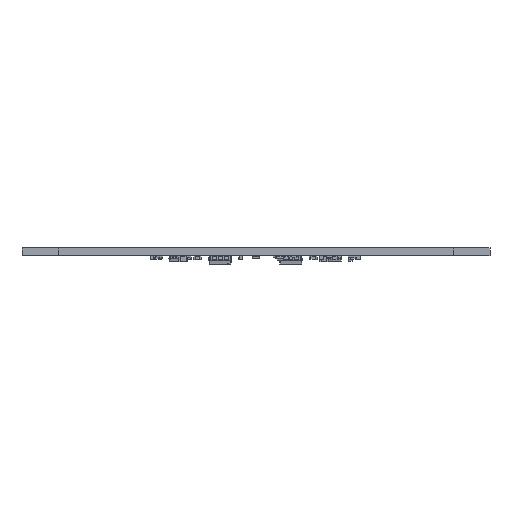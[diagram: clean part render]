
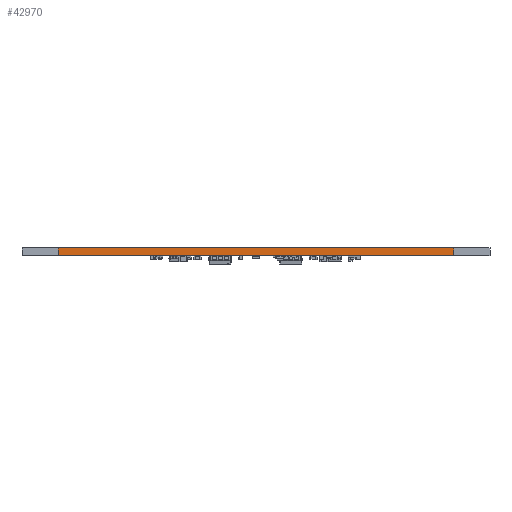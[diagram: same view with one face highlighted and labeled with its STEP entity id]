
A CAD part, left-side view. The second image highlights one B-rep face of the part: STEP entity #42970.
In plain terms, the highlighted planar face has unit normal (-1, 0, 0).
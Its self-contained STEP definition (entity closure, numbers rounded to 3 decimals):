
#41863 = PLANE('',#41864);
#41864 = AXIS2_PLACEMENT_3D('',#41865,#41866,#41867);
#41865 = CARTESIAN_POINT('',(0.,0.,1.6));
#41866 = DIRECTION('',(-0.,-0.,-1.));
#41867 = DIRECTION('',(-1.,0.,0.));
#41917 = PLANE('',#41918);
#41918 = AXIS2_PLACEMENT_3D('',#41919,#41920,#41921);
#41919 = CARTESIAN_POINT('',(0.,0.,0.));
#41920 = DIRECTION('',(-0.,-0.,-1.));
#41921 = DIRECTION('',(-1.,0.,0.));
#42222 = VERTEX_POINT('',#42223);
#42223 = CARTESIAN_POINT('',(-49.,-41.4,0.));
#42237 = PLANE('',#42238);
#42238 = AXIS2_PLACEMENT_3D('',#42239,#42240,#42241);
#42239 = CARTESIAN_POINT('',(-41.4,-41.4,0.));
#42240 = DIRECTION('',(0.,-1.,0.));
#42241 = DIRECTION('',(-1.,0.,0.));
#42249 = EDGE_CURVE('',#42222,#42250,#42252,.T.);
#42250 = VERTEX_POINT('',#42251);
#42251 = CARTESIAN_POINT('',(-49.,41.4,0.));
#42252 = SURFACE_CURVE('',#42253,(#42257,#42264),.PCURVE_S1.);
#42253 = LINE('',#42254,#42255);
#42254 = CARTESIAN_POINT('',(-49.,-41.4,0.));
#42255 = VECTOR('',#42256,1.);
#42256 = DIRECTION('',(0.,1.,0.));
#42257 = PCURVE('',#41917,#42258);
#42258 = DEFINITIONAL_REPRESENTATION('',(#42259),#42263);
#42259 = LINE('',#42260,#42261);
#42260 = CARTESIAN_POINT('',(49.,-41.4));
#42261 = VECTOR('',#42262,1.);
#42262 = DIRECTION('',(0.,1.));
#42263 = ( GEOMETRIC_REPRESENTATION_CONTEXT(2) 
PARAMETRIC_REPRESENTATION_CONTEXT() REPRESENTATION_CONTEXT('2D SPACE',''
  ) );
#42264 = PCURVE('',#42265,#42270);
#42265 = PLANE('',#42266);
#42266 = AXIS2_PLACEMENT_3D('',#42267,#42268,#42269);
#42267 = CARTESIAN_POINT('',(-49.,-41.4,0.));
#42268 = DIRECTION('',(-1.,0.,0.));
#42269 = DIRECTION('',(0.,1.,0.));
#42270 = DEFINITIONAL_REPRESENTATION('',(#42271),#42275);
#42271 = LINE('',#42272,#42273);
#42272 = CARTESIAN_POINT('',(0.,0.));
#42273 = VECTOR('',#42274,1.);
#42274 = DIRECTION('',(1.,0.));
#42275 = ( GEOMETRIC_REPRESENTATION_CONTEXT(2) 
PARAMETRIC_REPRESENTATION_CONTEXT() REPRESENTATION_CONTEXT('2D SPACE',''
  ) );
#42293 = PLANE('',#42294);
#42294 = AXIS2_PLACEMENT_3D('',#42295,#42296,#42297);
#42295 = CARTESIAN_POINT('',(-49.,41.4,0.));
#42296 = DIRECTION('',(0.,1.,0.));
#42297 = DIRECTION('',(1.,0.,0.));
#42623 = VERTEX_POINT('',#42624);
#42624 = CARTESIAN_POINT('',(-49.,-41.4,1.6));
#42645 = EDGE_CURVE('',#42623,#42646,#42648,.T.);
#42646 = VERTEX_POINT('',#42647);
#42647 = CARTESIAN_POINT('',(-49.,41.4,1.6));
#42648 = SURFACE_CURVE('',#42649,(#42653,#42660),.PCURVE_S1.);
#42649 = LINE('',#42650,#42651);
#42650 = CARTESIAN_POINT('',(-49.,-41.4,1.6));
#42651 = VECTOR('',#42652,1.);
#42652 = DIRECTION('',(0.,1.,0.));
#42653 = PCURVE('',#41863,#42654);
#42654 = DEFINITIONAL_REPRESENTATION('',(#42655),#42659);
#42655 = LINE('',#42656,#42657);
#42656 = CARTESIAN_POINT('',(49.,-41.4));
#42657 = VECTOR('',#42658,1.);
#42658 = DIRECTION('',(0.,1.));
#42659 = ( GEOMETRIC_REPRESENTATION_CONTEXT(2) 
PARAMETRIC_REPRESENTATION_CONTEXT() REPRESENTATION_CONTEXT('2D SPACE',''
  ) );
#42660 = PCURVE('',#42265,#42661);
#42661 = DEFINITIONAL_REPRESENTATION('',(#42662),#42666);
#42662 = LINE('',#42663,#42664);
#42663 = CARTESIAN_POINT('',(0.,-1.6));
#42664 = VECTOR('',#42665,1.);
#42665 = DIRECTION('',(1.,0.));
#42666 = ( GEOMETRIC_REPRESENTATION_CONTEXT(2) 
PARAMETRIC_REPRESENTATION_CONTEXT() REPRESENTATION_CONTEXT('2D SPACE',''
  ) );
#42920 = EDGE_CURVE('',#42250,#42646,#42921,.T.);
#42921 = SURFACE_CURVE('',#42922,(#42926,#42933),.PCURVE_S1.);
#42922 = LINE('',#42923,#42924);
#42923 = CARTESIAN_POINT('',(-49.,41.4,0.));
#42924 = VECTOR('',#42925,1.);
#42925 = DIRECTION('',(0.,0.,1.));
#42926 = PCURVE('',#42293,#42927);
#42927 = DEFINITIONAL_REPRESENTATION('',(#42928),#42932);
#42928 = LINE('',#42929,#42930);
#42929 = CARTESIAN_POINT('',(0.,0.));
#42930 = VECTOR('',#42931,1.);
#42931 = DIRECTION('',(0.,-1.));
#42932 = ( GEOMETRIC_REPRESENTATION_CONTEXT(2) 
PARAMETRIC_REPRESENTATION_CONTEXT() REPRESENTATION_CONTEXT('2D SPACE',''
  ) );
#42933 = PCURVE('',#42265,#42934);
#42934 = DEFINITIONAL_REPRESENTATION('',(#42935),#42939);
#42935 = LINE('',#42936,#42937);
#42936 = CARTESIAN_POINT('',(82.8,0.));
#42937 = VECTOR('',#42938,1.);
#42938 = DIRECTION('',(0.,-1.));
#42939 = ( GEOMETRIC_REPRESENTATION_CONTEXT(2) 
PARAMETRIC_REPRESENTATION_CONTEXT() REPRESENTATION_CONTEXT('2D SPACE',''
  ) );
#42970 = ADVANCED_FACE('',(#42971),#42265,.T.);
#42971 = FACE_BOUND('',#42972,.T.);
#42972 = EDGE_LOOP('',(#42973,#42994,#42995,#42996));
#42973 = ORIENTED_EDGE('',*,*,#42974,.T.);
#42974 = EDGE_CURVE('',#42222,#42623,#42975,.T.);
#42975 = SURFACE_CURVE('',#42976,(#42980,#42987),.PCURVE_S1.);
#42976 = LINE('',#42977,#42978);
#42977 = CARTESIAN_POINT('',(-49.,-41.4,0.));
#42978 = VECTOR('',#42979,1.);
#42979 = DIRECTION('',(0.,0.,1.));
#42980 = PCURVE('',#42265,#42981);
#42981 = DEFINITIONAL_REPRESENTATION('',(#42982),#42986);
#42982 = LINE('',#42983,#42984);
#42983 = CARTESIAN_POINT('',(0.,0.));
#42984 = VECTOR('',#42985,1.);
#42985 = DIRECTION('',(0.,-1.));
#42986 = ( GEOMETRIC_REPRESENTATION_CONTEXT(2) 
PARAMETRIC_REPRESENTATION_CONTEXT() REPRESENTATION_CONTEXT('2D SPACE',''
  ) );
#42987 = PCURVE('',#42237,#42988);
#42988 = DEFINITIONAL_REPRESENTATION('',(#42989),#42993);
#42989 = LINE('',#42990,#42991);
#42990 = CARTESIAN_POINT('',(7.6,0.));
#42991 = VECTOR('',#42992,1.);
#42992 = DIRECTION('',(0.,-1.));
#42993 = ( GEOMETRIC_REPRESENTATION_CONTEXT(2) 
PARAMETRIC_REPRESENTATION_CONTEXT() REPRESENTATION_CONTEXT('2D SPACE',''
  ) );
#42994 = ORIENTED_EDGE('',*,*,#42645,.T.);
#42995 = ORIENTED_EDGE('',*,*,#42920,.F.);
#42996 = ORIENTED_EDGE('',*,*,#42249,.F.);
